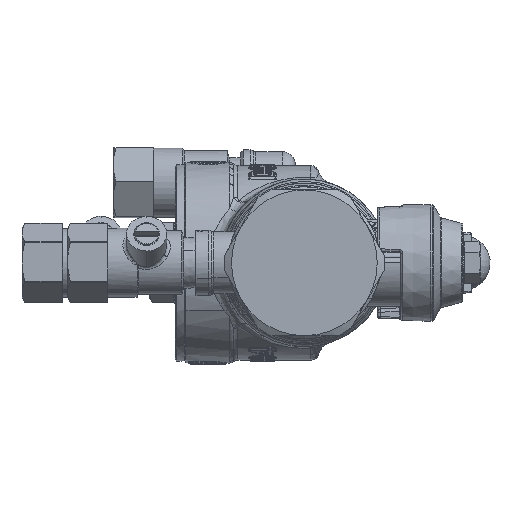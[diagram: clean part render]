
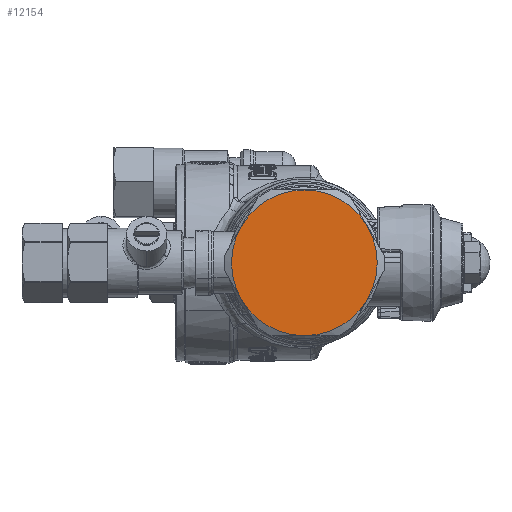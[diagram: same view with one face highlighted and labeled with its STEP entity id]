
A CAD part, front view. The second image highlights one B-rep face of the part: STEP entity #12154.
In plain terms, the highlighted planar face has unit normal (0, -1, 0).
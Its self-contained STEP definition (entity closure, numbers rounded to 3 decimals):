
#12099=CARTESIAN_POINT('Axis2P3D Location',(0.,-145.,20.)) ;
#12104=CARTESIAN_POINT('Axis2P3D Location',(0.,-145.,0.)) ;
#12108=CARTESIAN_POINT('Vertex',(0.,-145.,-20.)) ;
#12110=CARTESIAN_POINT('Vertex',(17.321,-145.,-10.)) ;
#12113=CARTESIAN_POINT('Axis2P3D Location',(0.,-145.,0.)) ;
#12117=CARTESIAN_POINT('Vertex',(17.321,-145.,10.)) ;
#12120=CARTESIAN_POINT('Axis2P3D Location',(0.,-145.,0.)) ;
#12124=CARTESIAN_POINT('Vertex',(0.,-145.,20.)) ;
#12127=CARTESIAN_POINT('Axis2P3D Location',(0.,-145.,0.)) ;
#12131=CARTESIAN_POINT('Vertex',(-17.321,-145.,10.)) ;
#12134=CARTESIAN_POINT('Axis2P3D Location',(0.,-145.,0.)) ;
#12138=CARTESIAN_POINT('Vertex',(-17.321,-145.,-10.)) ;
#12141=CARTESIAN_POINT('Axis2P3D Location',(0.,-145.,0.)) ;
#12100=DIRECTION('Axis2P3D Direction',(0.,-1.,0.)) ;
#12101=DIRECTION('Axis2P3D XDirection',(-1.,0.,0.)) ;
#12105=DIRECTION('Axis2P3D Direction',(0.,-1.,0.)) ;
#12114=DIRECTION('Axis2P3D Direction',(0.,-1.,0.)) ;
#12121=DIRECTION('Axis2P3D Direction',(0.,-1.,0.)) ;
#12128=DIRECTION('Axis2P3D Direction',(0.,-1.,0.)) ;
#12135=DIRECTION('Axis2P3D Direction',(0.,-1.,0.)) ;
#12142=DIRECTION('Axis2P3D Direction',(0.,-1.,0.)) ;
#12102=AXIS2_PLACEMENT_3D('Plane Axis2P3D',#12099,#12100,#12101) ;
#12106=AXIS2_PLACEMENT_3D('Circle Axis2P3D',#12104,#12105,$) ;
#12115=AXIS2_PLACEMENT_3D('Circle Axis2P3D',#12113,#12114,$) ;
#12122=AXIS2_PLACEMENT_3D('Circle Axis2P3D',#12120,#12121,$) ;
#12129=AXIS2_PLACEMENT_3D('Circle Axis2P3D',#12127,#12128,$) ;
#12136=AXIS2_PLACEMENT_3D('Circle Axis2P3D',#12134,#12135,$) ;
#12143=AXIS2_PLACEMENT_3D('Circle Axis2P3D',#12141,#12142,$) ;
#12107=CIRCLE('generated circle',#12106,20.) ;
#12116=CIRCLE('generated circle',#12115,20.) ;
#12123=CIRCLE('generated circle',#12122,20.) ;
#12130=CIRCLE('generated circle',#12129,20.) ;
#12137=CIRCLE('generated circle',#12136,20.) ;
#12144=CIRCLE('generated circle',#12143,20.) ;
#12103=PLANE('',#12102) ;
#12112=EDGE_CURVE('',#12109,#12111,#12107,.T.) ;
#12119=EDGE_CURVE('',#12111,#12118,#12116,.T.) ;
#12126=EDGE_CURVE('',#12118,#12125,#12123,.T.) ;
#12133=EDGE_CURVE('',#12125,#12132,#12130,.T.) ;
#12140=EDGE_CURVE('',#12132,#12139,#12137,.T.) ;
#12145=EDGE_CURVE('',#12139,#12109,#12144,.T.) ;
#12147=ORIENTED_EDGE('',*,*,#12112,.T.) ;
#12148=ORIENTED_EDGE('',*,*,#12119,.T.) ;
#12149=ORIENTED_EDGE('',*,*,#12126,.T.) ;
#12150=ORIENTED_EDGE('',*,*,#12133,.T.) ;
#12151=ORIENTED_EDGE('',*,*,#12140,.T.) ;
#12152=ORIENTED_EDGE('',*,*,#12145,.T.) ;
#12146=EDGE_LOOP('',(#12147,#12148,#12149,#12150,#12151,#12152)) ;
#12109=VERTEX_POINT('',#12108) ;
#12111=VERTEX_POINT('',#12110) ;
#12118=VERTEX_POINT('',#12117) ;
#12125=VERTEX_POINT('',#12124) ;
#12132=VERTEX_POINT('',#12131) ;
#12139=VERTEX_POINT('',#12138) ;
#12154=ADVANCED_FACE('PartBody',(#12153),#12103,.T.) ;
#12153=FACE_OUTER_BOUND('',#12146,.T.) ;
